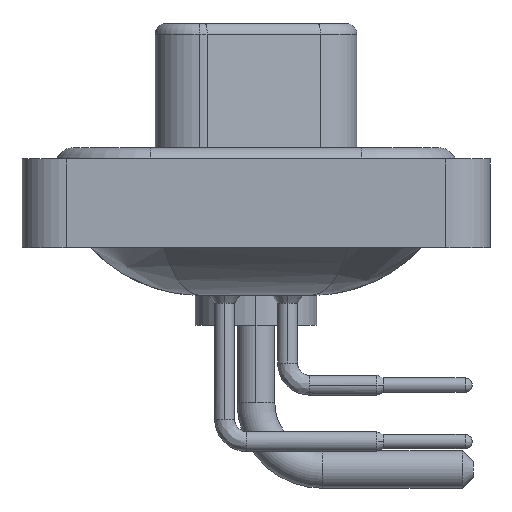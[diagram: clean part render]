
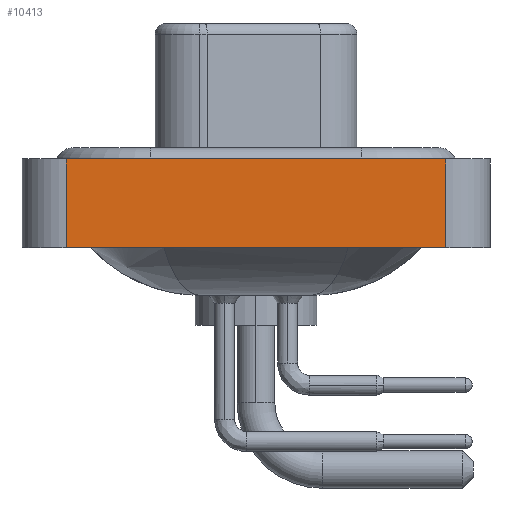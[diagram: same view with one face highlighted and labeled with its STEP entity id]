
A CAD part, left-side view. The second image highlights one B-rep face of the part: STEP entity #10413.
In plain terms, the highlighted planar face has unit normal (-1, 0, 0).
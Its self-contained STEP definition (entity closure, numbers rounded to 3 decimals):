
#483 = EDGE_CURVE ( 'NONE', #12272, #23324, #13553, .T. ) ;
#667 = DIRECTION ( 'NONE',  ( 0., -1., 0. ) ) ;
#1000 = ORIENTED_EDGE ( 'NONE', *, *, #13504, .T. ) ;
#1803 = CARTESIAN_POINT ( 'NONE',  ( -7.3, -8.55, 0.4 ) ) ;
#2436 = VECTOR ( 'NONE', #667, 1000. ) ;
#4496 = EDGE_CURVE ( 'NONE', #22779, #6878, #6786, .T. ) ;
#6255 = DIRECTION ( 'NONE',  ( 0., 0., 1. ) ) ;
#6786 = LINE ( 'NONE', #20825, #14875 ) ;
#6878 = VERTEX_POINT ( 'NONE', #1803 ) ;
#7731 = CARTESIAN_POINT ( 'NONE',  ( -7.3, 8.55, 0.4 ) ) ;
#8234 = PLANE ( 'NONE',  #8287 ) ;
#8287 = AXIS2_PLACEMENT_3D ( 'NONE', #24654, #22542, #6255 ) ;
#8883 = DIRECTION ( 'NONE',  ( 0., -1., 0. ) ) ;
#8936 = ORIENTED_EDGE ( 'NONE', *, *, #4496, .T. ) ;
#9161 = DIRECTION ( 'NONE',  ( 0., 0., 1. ) ) ;
#9247 = VECTOR ( 'NONE', #8883, 1000. ) ;
#10413 = ADVANCED_FACE ( 'NONE', ( #22672 ), #8234, .T. ) ;
#11861 = DIRECTION ( 'NONE',  ( 0., 0., 1. ) ) ;
#12208 = EDGE_CURVE ( 'NONE', #23324, #6878, #24503, .T. ) ;
#12272 = VERTEX_POINT ( 'NONE', #24625 ) ;
#13504 = EDGE_CURVE ( 'NONE', #12272, #22779, #14396, .T. ) ;
#13553 = LINE ( 'NONE', #25667, #24299 ) ;
#14396 = LINE ( 'NONE', #16873, #9247 ) ;
#14875 = VECTOR ( 'NONE', #9161, 1000. ) ;
#15584 = ORIENTED_EDGE ( 'NONE', *, *, #483, .F. ) ;
#16873 = CARTESIAN_POINT ( 'NONE',  ( -7.3, -8.55, -3.6 ) ) ;
#18467 = ORIENTED_EDGE ( 'NONE', *, *, #12208, .F. ) ;
#20531 = CARTESIAN_POINT ( 'NONE',  ( -7.3, -8.55, 0.4 ) ) ;
#20825 = CARTESIAN_POINT ( 'NONE',  ( -7.3, -8.55, -3.6 ) ) ;
#21163 = CARTESIAN_POINT ( 'NONE',  ( -7.3, -8.55, -3.6 ) ) ;
#22542 = DIRECTION ( 'NONE',  ( -1., 0., 0. ) ) ;
#22672 = FACE_OUTER_BOUND ( 'NONE', #24542, .T. ) ;
#22779 = VERTEX_POINT ( 'NONE', #21163 ) ;
#23324 = VERTEX_POINT ( 'NONE', #7731 ) ;
#24299 = VECTOR ( 'NONE', #11861, 1000. ) ;
#24503 = LINE ( 'NONE', #20531, #2436 ) ;
#24542 = EDGE_LOOP ( 'NONE', ( #8936, #18467, #15584, #1000 ) ) ;
#24625 = CARTESIAN_POINT ( 'NONE',  ( -7.3, 8.55, -3.6 ) ) ;
#24654 = CARTESIAN_POINT ( 'NONE',  ( -7.3, -8.55, -3.6 ) ) ;
#25667 = CARTESIAN_POINT ( 'NONE',  ( -7.3, 8.55, -3.6 ) ) ;
